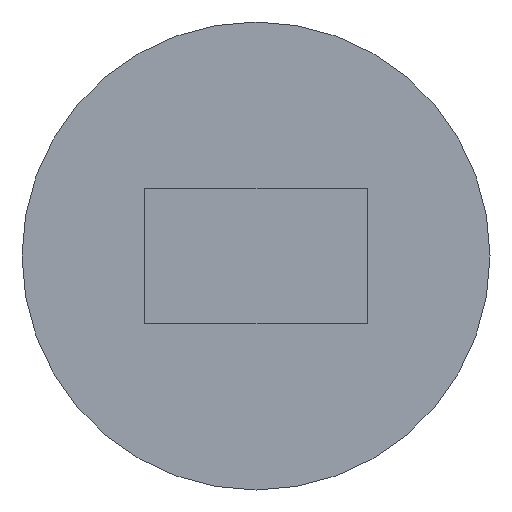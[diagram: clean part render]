
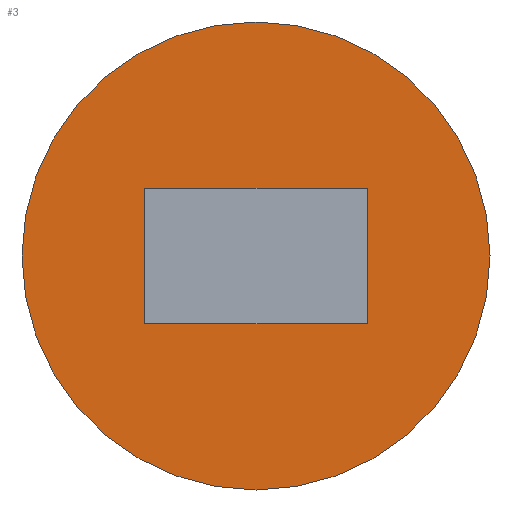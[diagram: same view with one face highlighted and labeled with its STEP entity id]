
A CAD part, front view. The second image highlights one B-rep face of the part: STEP entity #3.
In plain terms, the highlighted planar face has unit normal (0, -1, 0).
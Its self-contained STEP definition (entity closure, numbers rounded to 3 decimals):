
#3 = ADVANCED_FACE ( 'NONE', ( #110, #172 ), #14, .F. ) ;
#14 = PLANE ( 'NONE',  #132 ) ;
#22 = ORIENTED_EDGE ( 'NONE', *, *, #258, .F. ) ;
#23 = VECTOR ( 'NONE', #45, 1000. ) ;
#31 = CARTESIAN_POINT ( 'NONE',  ( -2.5, 0., -1.525 ) ) ;
#38 = LINE ( 'NONE', #252, #346 ) ;
#39 = EDGE_CURVE ( 'NONE', #381, #77, #115, .T. ) ;
#41 = CIRCLE ( 'NONE', #93, 5.25 ) ;
#45 = DIRECTION ( 'NONE',  ( -1., 0., 0. ) ) ;
#49 = AXIS2_PLACEMENT_3D ( 'NONE', #150, #118, #151 ) ;
#53 = ORIENTED_EDGE ( 'NONE', *, *, #303, .F. ) ;
#68 = EDGE_CURVE ( 'NONE', #292, #285, #349, .T. ) ;
#77 = VERTEX_POINT ( 'NONE', #373 ) ;
#90 = CARTESIAN_POINT ( 'NONE',  ( -2.5, 0., -1.525 ) ) ;
#92 = CARTESIAN_POINT ( 'NONE',  ( 2.5, 0., 1.525 ) ) ;
#93 = AXIS2_PLACEMENT_3D ( 'NONE', #136, #266, #236 ) ;
#95 = DIRECTION ( 'NONE',  ( 0., 0., 1. ) ) ;
#110 = FACE_BOUND ( 'NONE', #186, .T. ) ;
#115 = LINE ( 'NONE', #31, #159 ) ;
#117 = EDGE_CURVE ( 'NONE', #334, #381, #397, .T. ) ;
#118 = DIRECTION ( 'NONE',  ( 0., 1., 0. ) ) ;
#132 = AXIS2_PLACEMENT_3D ( 'NONE', #234, #300, #133 ) ;
#133 = DIRECTION ( 'NONE',  ( 0., 0., 1. ) ) ;
#136 = CARTESIAN_POINT ( 'NONE',  ( 0., 0., 0. ) ) ;
#138 = CARTESIAN_POINT ( 'NONE',  ( 0., 0., -5.25 ) ) ;
#150 = CARTESIAN_POINT ( 'NONE',  ( 0., 0., 0. ) ) ;
#151 = DIRECTION ( 'NONE',  ( 0., 0., 1. ) ) ;
#159 = VECTOR ( 'NONE', #314, 1000. ) ;
#163 = VERTEX_POINT ( 'NONE', #92 ) ;
#171 = LINE ( 'NONE', #202, #23 ) ;
#172 = FACE_OUTER_BOUND ( 'NONE', #238, .T. ) ;
#173 = CARTESIAN_POINT ( 'NONE',  ( 0., 0., 5.25 ) ) ;
#186 = EDGE_LOOP ( 'NONE', ( #53, #329, #324, #221 ) ) ;
#202 = CARTESIAN_POINT ( 'NONE',  ( -2.5, 0., 1.525 ) ) ;
#215 = EDGE_CURVE ( 'NONE', #77, #163, #38, .T. ) ;
#221 = ORIENTED_EDGE ( 'NONE', *, *, #117, .F. ) ;
#234 = CARTESIAN_POINT ( 'NONE',  ( 0., 0., 0. ) ) ;
#236 = DIRECTION ( 'NONE',  ( 0., 0., 1. ) ) ;
#238 = EDGE_LOOP ( 'NONE', ( #22, #389 ) ) ;
#252 = CARTESIAN_POINT ( 'NONE',  ( 2.5, 0., -1.525 ) ) ;
#256 = VECTOR ( 'NONE', #302, 1000. ) ;
#258 = EDGE_CURVE ( 'NONE', #285, #292, #41, .T. ) ;
#266 = DIRECTION ( 'NONE',  ( 0., 1., 0. ) ) ;
#285 = VERTEX_POINT ( 'NONE', #138 ) ;
#292 = VERTEX_POINT ( 'NONE', #173 ) ;
#300 = DIRECTION ( 'NONE',  ( 0., 1., 0. ) ) ;
#301 = CARTESIAN_POINT ( 'NONE',  ( -2.5, 0., 1.525 ) ) ;
#302 = DIRECTION ( 'NONE',  ( 0., 0., -1. ) ) ;
#303 = EDGE_CURVE ( 'NONE', #163, #334, #171, .T. ) ;
#312 = CARTESIAN_POINT ( 'NONE',  ( -2.5, 0., -1.525 ) ) ;
#314 = DIRECTION ( 'NONE',  ( 1., 0., 0. ) ) ;
#324 = ORIENTED_EDGE ( 'NONE', *, *, #39, .F. ) ;
#329 = ORIENTED_EDGE ( 'NONE', *, *, #215, .F. ) ;
#334 = VERTEX_POINT ( 'NONE', #301 ) ;
#346 = VECTOR ( 'NONE', #95, 1000. ) ;
#349 = CIRCLE ( 'NONE', #49, 5.25 ) ;
#373 = CARTESIAN_POINT ( 'NONE',  ( 2.5, 0., -1.525 ) ) ;
#381 = VERTEX_POINT ( 'NONE', #312 ) ;
#389 = ORIENTED_EDGE ( 'NONE', *, *, #68, .F. ) ;
#397 = LINE ( 'NONE', #90, #256 ) ;
